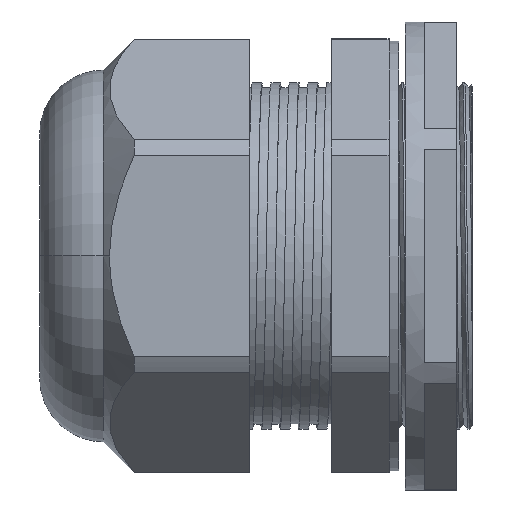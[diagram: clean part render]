
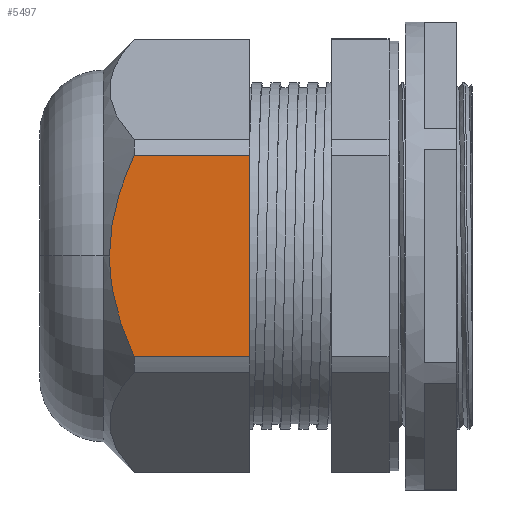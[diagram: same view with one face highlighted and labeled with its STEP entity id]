
A CAD part, left-side view. The second image highlights one B-rep face of the part: STEP entity #5497.
In plain terms, the highlighted planar face has unit normal (-1, 0, 0).
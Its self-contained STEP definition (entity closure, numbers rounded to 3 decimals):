
#201 = ORIENTED_EDGE ( 'NONE', *, *, #8987, .F. ) ;
#484 = B_SPLINE_CURVE_WITH_KNOTS ( 'NONE', 3,
 ( #12208, #4273, #13391, #6664, #14510, #7799, #711, #8935, #1908, #10056 ),
 .UNSPECIFIED., .F., .F.,
 ( 4, 2, 2, 2, 4 ),
 ( 0.02, 0.024, 0.026, 0.028, 0.037 ),
 .UNSPECIFIED. ) ;
#711 = CARTESIAN_POINT ( 'NONE',  ( -30., 42.373, -8.69 ) ) ;
#827 = CARTESIAN_POINT ( 'NONE',  ( -30., 39.75, 15.679 ) ) ;
#1444 = VECTOR ( 'NONE', #10920, 1000. ) ;
#1487 = ORIENTED_EDGE ( 'NONE', *, *, #10446, .F. ) ;
#1623 = CARTESIAN_POINT ( 'NONE',  ( -30., 21.75, 0. ) ) ;
#1714 = DIRECTION ( 'NONE',  ( 0., 0., -1. ) ) ;
#1908 = CARTESIAN_POINT ( 'NONE',  ( -30., 43.6, -2.743 ) ) ;
#1965 = CARTESIAN_POINT ( 'NONE',  ( -30., 43.6, 0.685 ) ) ;
#2258 = FACE_OUTER_BOUND ( 'NONE', #7583, .T. ) ;
#2794 = VERTEX_POINT ( 'NONE', #6498 ) ;
#3163 = CARTESIAN_POINT ( 'NONE',  ( -30., 43.416, 3.398 ) ) ;
#3390 = VECTOR ( 'NONE', #11995, 1000. ) ;
#3782 = CARTESIAN_POINT ( 'NONE',  ( -30., 39.75, 15.679 ) ) ;
#3991 = CARTESIAN_POINT ( 'NONE',  ( -30., -13., 15.679 ) ) ;
#4273 = CARTESIAN_POINT ( 'NONE',  ( -30., 40.318, -14.453 ) ) ;
#4396 = CARTESIAN_POINT ( 'NONE',  ( -30., 42.88, 6.73 ) ) ;
#5020 = LINE ( 'NONE', #1623, #1444 ) ;
#5497 = ADVANCED_FACE ( 'NONE', ( #2258 ), #14340, .F. ) ;
#5581 = CARTESIAN_POINT ( 'NONE',  ( -30., 42.184, 9.345 ) ) ;
#5710 = EDGE_CURVE ( 'NONE', #5984, #2794, #9750, .T. ) ;
#5801 = AXIS2_PLACEMENT_3D ( 'NONE', #7617, #8756, #1714 ) ;
#5984 = VERTEX_POINT ( 'NONE', #13345 ) ;
#6498 = CARTESIAN_POINT ( 'NONE',  ( -30., 39.75, -15.679 ) ) ;
#6664 = CARTESIAN_POINT ( 'NONE',  ( -30., 41.553, -11.284 ) ) ;
#6769 = CARTESIAN_POINT ( 'NONE',  ( -30., 41.552, 11.288 ) ) ;
#7583 = EDGE_LOOP ( 'NONE', ( #11437, #11709, #9802, #201, #1487 ) ) ;
#7617 = CARTESIAN_POINT ( 'NONE',  ( -30., -13., 0. ) ) ;
#7799 = CARTESIAN_POINT ( 'NONE',  ( -30., 42.185, -9.341 ) ) ;
#7896 = CARTESIAN_POINT ( 'NONE',  ( -30., 40.317, 14.455 ) ) ;
#7969 = CARTESIAN_POINT ( 'NONE',  ( -30., 21.75, 15.679 ) ) ;
#8756 = DIRECTION ( 'NONE',  ( 1., 0., 0. ) ) ;
#8935 = CARTESIAN_POINT ( 'NONE',  ( -30., 43.22, -5.416 ) ) ;
#8983 = CARTESIAN_POINT ( 'NONE',  ( -30., 43.576, 1.368 ) ) ;
#8987 = EDGE_CURVE ( 'NONE', #9896, #10841, #13457, .T. ) ;
#9380 = VECTOR ( 'NONE', #13931, 1000. ) ;
#9428 = VERTEX_POINT ( 'NONE', #7969 ) ;
#9723 = EDGE_CURVE ( 'NONE', #9428, #10841, #12535, .T. ) ;
#9750 = LINE ( 'NONE', #12808, #9380 ) ;
#9802 = ORIENTED_EDGE ( 'NONE', *, *, #9723, .T. ) ;
#9896 = VERTEX_POINT ( 'NONE', #9988 ) ;
#9988 = CARTESIAN_POINT ( 'NONE',  ( -30., 43.6, 0. ) ) ;
#10056 = CARTESIAN_POINT ( 'NONE',  ( -30., 43.6, 0. ) ) ;
#10110 = CARTESIAN_POINT ( 'NONE',  ( -30., 43.484, 2.724 ) ) ;
#10446 = EDGE_CURVE ( 'NONE', #2794, #9896, #484, .T. ) ;
#10841 = VERTEX_POINT ( 'NONE', #3782 ) ;
#10920 = DIRECTION ( 'NONE',  ( 0., 0., -1. ) ) ;
#11239 = CARTESIAN_POINT ( 'NONE',  ( -30., 43.146, 5.406 ) ) ;
#11437 = ORIENTED_EDGE ( 'NONE', *, *, #5710, .F. ) ;
#11709 = ORIENTED_EDGE ( 'NONE', *, *, #13456, .F. ) ;
#11995 = DIRECTION ( 'NONE',  ( 0., 1., 0. ) ) ;
#12208 = CARTESIAN_POINT ( 'NONE',  ( -30., 39.75, -15.679 ) ) ;
#12356 = CARTESIAN_POINT ( 'NONE',  ( -30., 42.372, 8.694 ) ) ;
#12535 = LINE ( 'NONE', #3991, #3390 ) ;
#12808 = CARTESIAN_POINT ( 'NONE',  ( -30., -13., -15.679 ) ) ;
#13345 = CARTESIAN_POINT ( 'NONE',  ( -30., 21.75, -15.679 ) ) ;
#13391 = CARTESIAN_POINT ( 'NONE',  ( -30., 40.844, -13.204 ) ) ;
#13445 = CARTESIAN_POINT ( 'NONE',  ( -30., 43.6, 0. ) ) ;
#13456 = EDGE_CURVE ( 'NONE', #9428, #5984, #5020, .T. ) ;
#13457 = B_SPLINE_CURVE_WITH_KNOTS ( 'NONE', 3,
 ( #13445, #1965, #8983, #10110, #3163, #11239, #4396, #12356, #5581, #13496, #6769, #14599, #7896, #827 ),
 .UNSPECIFIED., .F., .F.,
 ( 4, 2, 2, 2, 2, 2, 4 ),
 ( 0.037, 0.039, 0.041, 0.045, 0.047, 0.049, 0.053 ),
 .UNSPECIFIED. ) ;
#13496 = CARTESIAN_POINT ( 'NONE',  ( -30., 41.775, 10.641 ) ) ;
#13931 = DIRECTION ( 'NONE',  ( 0., 1., 0. ) ) ;
#14340 = PLANE ( 'NONE',  #5801 ) ;
#14510 = CARTESIAN_POINT ( 'NONE',  ( -30., 41.776, -10.637 ) ) ;
#14599 = CARTESIAN_POINT ( 'NONE',  ( -30., 40.843, 13.207 ) ) ;
